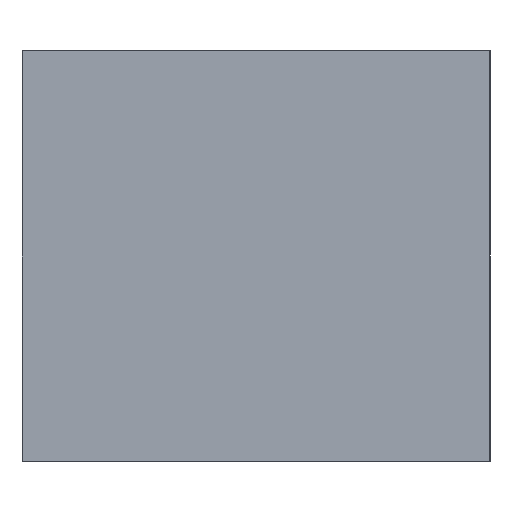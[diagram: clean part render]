
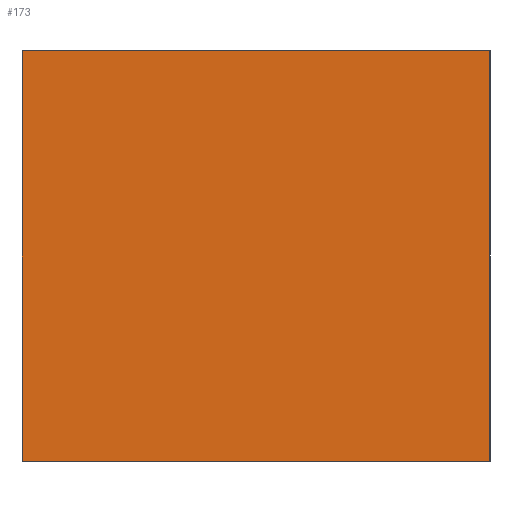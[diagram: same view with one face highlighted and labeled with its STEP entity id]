
A CAD part, left-side view. The second image highlights one B-rep face of the part: STEP entity #173.
In plain terms, the highlighted planar face has unit normal (-1, 0, 0).
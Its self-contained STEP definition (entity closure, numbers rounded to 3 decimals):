
#42 = ORIENTED_EDGE ( 'NONE', *, *, #462, .F. ) ;
#164 = DIRECTION ( 'NONE',  ( -1., 0., 0. ) ) ;
#173 = ADVANCED_FACE ( 'NONE', ( #1242 ), #1120, .T. ) ;
#175 = EDGE_CURVE ( 'NONE', #345, #803, #287, .T. ) ;
#180 = VECTOR ( 'NONE', #259, 1000. ) ;
#259 = DIRECTION ( 'NONE',  ( 0., -1., 0. ) ) ;
#287 = LINE ( 'NONE', #508, #1110 ) ;
#294 = LINE ( 'NONE', #1044, #914 ) ;
#345 = VERTEX_POINT ( 'NONE', #1406 ) ;
#405 = ORIENTED_EDGE ( 'NONE', *, *, #1430, .T. ) ;
#419 = VERTEX_POINT ( 'NONE', #653 ) ;
#462 = EDGE_CURVE ( 'NONE', #803, #419, #826, .T. ) ;
#508 = CARTESIAN_POINT ( 'NONE',  ( -99., 27.5, -24.15 ) ) ;
#531 = DIRECTION ( 'NONE',  ( 0., 0., 1. ) ) ;
#592 = ORIENTED_EDGE ( 'NONE', *, *, #175, .F. ) ;
#620 = LINE ( 'NONE', #865, #180 ) ;
#625 = CARTESIAN_POINT ( 'NONE',  ( -99., 27.5, 24.15 ) ) ;
#645 = DIRECTION ( 'NONE',  ( 0., 0., 1. ) ) ;
#653 = CARTESIAN_POINT ( 'NONE',  ( -99., -27.5, 24.15 ) ) ;
#676 = VECTOR ( 'NONE', #712, 1000. ) ;
#712 = DIRECTION ( 'NONE',  ( 0., -1., 0. ) ) ;
#779 = EDGE_CURVE ( 'NONE', #345, #1193, #620, .T. ) ;
#803 = VERTEX_POINT ( 'NONE', #625 ) ;
#826 = LINE ( 'NONE', #1202, #676 ) ;
#860 = AXIS2_PLACEMENT_3D ( 'NONE', #1256, #164, #645 ) ;
#865 = CARTESIAN_POINT ( 'NONE',  ( -99., 27.5, -24.15 ) ) ;
#914 = VECTOR ( 'NONE', #531, 1000. ) ;
#1044 = CARTESIAN_POINT ( 'NONE',  ( -99., -27.5, -24.15 ) ) ;
#1050 = EDGE_LOOP ( 'NONE', ( #405, #42, #592, #1116 ) ) ;
#1110 = VECTOR ( 'NONE', #1128, 1000. ) ;
#1116 = ORIENTED_EDGE ( 'NONE', *, *, #779, .T. ) ;
#1120 = PLANE ( 'NONE',  #860 ) ;
#1128 = DIRECTION ( 'NONE',  ( 0., 0., 1. ) ) ;
#1193 = VERTEX_POINT ( 'NONE', #1462 ) ;
#1202 = CARTESIAN_POINT ( 'NONE',  ( -99., 27.5, 24.15 ) ) ;
#1242 = FACE_OUTER_BOUND ( 'NONE', #1050, .T. ) ;
#1256 = CARTESIAN_POINT ( 'NONE',  ( -99., 27.5, -24.15 ) ) ;
#1406 = CARTESIAN_POINT ( 'NONE',  ( -99., 27.5, -24.15 ) ) ;
#1430 = EDGE_CURVE ( 'NONE', #1193, #419, #294, .T. ) ;
#1462 = CARTESIAN_POINT ( 'NONE',  ( -99., -27.5, -24.15 ) ) ;
